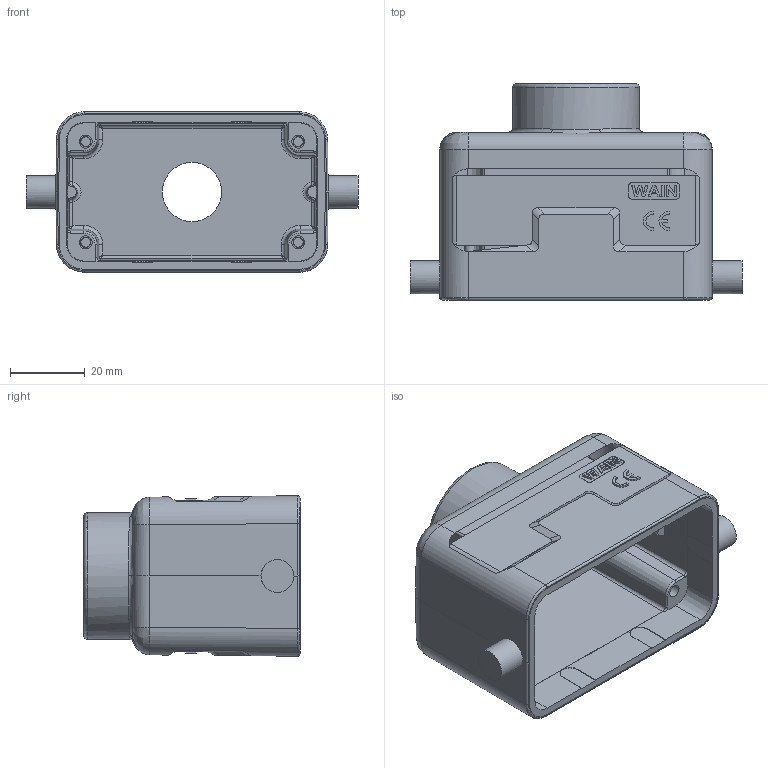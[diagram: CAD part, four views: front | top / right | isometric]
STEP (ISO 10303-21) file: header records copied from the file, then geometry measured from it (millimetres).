
FILE_DESCRIPTION(/* description */ (''),/* implementation_level */ '2;1');
FILE_NAME(/* name */ '3D_1241104101001_WV10B-TE-2B-M20_V1.0_stp.stp',/* time_stamp */ '2023-12-01T13:00:08+08:00',/* author */ (''),/* organization */ (''),/* preprocessor_version */ 'ST-DEVELOPER v18.1',/* originating_system */ 'SIEMENS PLM Software NX 1980',/* authorisation */ '');
FILE_SCHEMA (('AP203_CONFIGURATION_CONTROLLED_3D_DESIGN_OF_MECHANICAL_PARTS_AND_ASSEMBLIES_MIM_LF { 1 0 10303 403 2 1 2}'));
Length unit declared in the file: millimetre
Products named in the file (1): 3D_1241104101001_WV10B-TE-2B-M20_V1.0_stp
Bounding box: 89 x 58 x 42.99 mm (x, y, z)
Volume: 48883.9 mm3; surface area: 26473.4 mm2
Topology: 1 solids, 1 shells, 358 faces, 904 edges, 573 vertices
Faces by surface type: plane 198, cylinder 88, bspline 26, cone 23, torus 19, sphere 4
Full cylindrical faces by diameter (mm): 3.5 x4, 8.8 x2, 15.9 x1, 18.5 x1, 34 x1
Entity records: 11606 total; most frequent: CARTESIAN_POINT 2969, ORIENTED_EDGE 1768, DIRECTION 1747, EDGE_CURVE 884, AXIS2_PLACEMENT_3D 590, VERTEX_POINT 568, LINE 567, VECTOR 567
